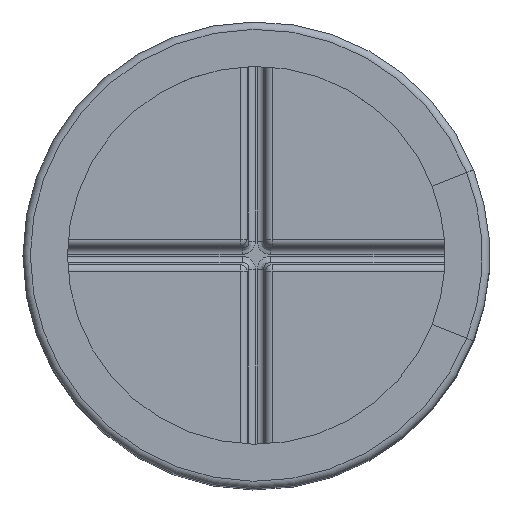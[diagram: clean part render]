
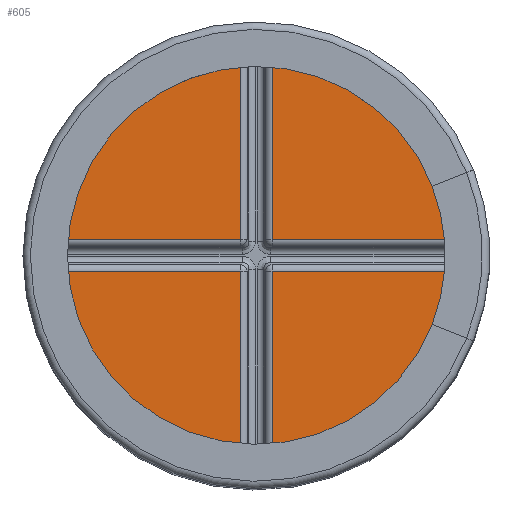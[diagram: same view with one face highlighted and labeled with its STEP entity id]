
A CAD part, top view. The second image highlights one B-rep face of the part: STEP entity #605.
In plain terms, the highlighted planar face has unit normal (0, 0, 1).
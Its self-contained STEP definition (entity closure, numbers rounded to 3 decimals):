
#605 = ADVANCED_FACE('',(#606,#617),#715,.T.);
#606 = FACE_BOUND('',#607,.T.);
#607 = EDGE_LOOP('',(#608));
#608 = ORIENTED_EDGE('',*,*,#609,.F.);
#609 = EDGE_CURVE('',#610,#610,#612,.T.);
#610 = VERTEX_POINT('',#611);
#611 = CARTESIAN_POINT('',(0.,3.05,10.9));
#612 = CIRCLE('',#613,3.05);
#613 = AXIS2_PLACEMENT_3D('',#614,#615,#616);
#614 = CARTESIAN_POINT('',(0.,0.,10.9));
#615 = DIRECTION('',(0.,0.,-1.));
#616 = DIRECTION('',(0.,1.,0.));
#617 = FACE_BOUND('',#618,.T.);
#618 = EDGE_LOOP('',(#619,#629,#637,#645,#653,#661,#669,#677,#685,#693,
    #701,#709));
#619 = ORIENTED_EDGE('',*,*,#620,.T.);
#620 = EDGE_CURVE('',#621,#623,#625,.T.);
#621 = VERTEX_POINT('',#622);
#622 = CARTESIAN_POINT('',(-0.212,2.7,10.9));
#623 = VERTEX_POINT('',#624);
#624 = CARTESIAN_POINT('',(0.212,2.7,10.9));
#625 = LINE('',#626,#627);
#626 = CARTESIAN_POINT('',(-0.15,2.7,10.9));
#627 = VECTOR('',#628,1.);
#628 = DIRECTION('',(1.,0.,0.));
#629 = ORIENTED_EDGE('',*,*,#630,.T.);
#630 = EDGE_CURVE('',#623,#631,#633,.T.);
#631 = VERTEX_POINT('',#632);
#632 = CARTESIAN_POINT('',(0.212,0.212,10.9));
#633 = LINE('',#634,#635);
#634 = CARTESIAN_POINT('',(0.212,3.05,10.9));
#635 = VECTOR('',#636,1.);
#636 = DIRECTION('',(0.,-1.,0.));
#637 = ORIENTED_EDGE('',*,*,#638,.T.);
#638 = EDGE_CURVE('',#631,#639,#641,.T.);
#639 = VERTEX_POINT('',#640);
#640 = CARTESIAN_POINT('',(2.7,0.212,10.9));
#641 = LINE('',#642,#643);
#642 = CARTESIAN_POINT('',(0.,0.212,10.9));
#643 = VECTOR('',#644,1.);
#644 = DIRECTION('',(1.,0.,0.));
#645 = ORIENTED_EDGE('',*,*,#646,.T.);
#646 = EDGE_CURVE('',#639,#647,#649,.T.);
#647 = VERTEX_POINT('',#648);
#648 = CARTESIAN_POINT('',(2.7,-0.212,10.9));
#649 = LINE('',#650,#651);
#650 = CARTESIAN_POINT('',(2.7,0.15,10.9));
#651 = VECTOR('',#652,1.);
#652 = DIRECTION('',(0.,-1.,0.));
#653 = ORIENTED_EDGE('',*,*,#654,.T.);
#654 = EDGE_CURVE('',#647,#655,#657,.T.);
#655 = VERTEX_POINT('',#656);
#656 = CARTESIAN_POINT('',(0.212,-0.212,10.9));
#657 = LINE('',#658,#659);
#658 = CARTESIAN_POINT('',(0.,-0.212,10.9));
#659 = VECTOR('',#660,1.);
#660 = DIRECTION('',(-1.,0.,0.));
#661 = ORIENTED_EDGE('',*,*,#662,.T.);
#662 = EDGE_CURVE('',#655,#663,#665,.T.);
#663 = VERTEX_POINT('',#664);
#664 = CARTESIAN_POINT('',(0.212,-2.7,10.9));
#665 = LINE('',#666,#667);
#666 = CARTESIAN_POINT('',(0.212,3.05,10.9));
#667 = VECTOR('',#668,1.);
#668 = DIRECTION('',(0.,-1.,0.));
#669 = ORIENTED_EDGE('',*,*,#670,.F.);
#670 = EDGE_CURVE('',#671,#663,#673,.T.);
#671 = VERTEX_POINT('',#672);
#672 = CARTESIAN_POINT('',(-0.212,-2.7,10.9));
#673 = LINE('',#674,#675);
#674 = CARTESIAN_POINT('',(-0.15,-2.7,10.9));
#675 = VECTOR('',#676,1.);
#676 = DIRECTION('',(1.,0.,0.));
#677 = ORIENTED_EDGE('',*,*,#678,.T.);
#678 = EDGE_CURVE('',#671,#679,#681,.T.);
#679 = VERTEX_POINT('',#680);
#680 = CARTESIAN_POINT('',(-0.212,-0.212,10.9));
#681 = LINE('',#682,#683);
#682 = CARTESIAN_POINT('',(-0.212,3.05,10.9));
#683 = VECTOR('',#684,1.);
#684 = DIRECTION('',(0.,1.,0.));
#685 = ORIENTED_EDGE('',*,*,#686,.T.);
#686 = EDGE_CURVE('',#679,#687,#689,.T.);
#687 = VERTEX_POINT('',#688);
#688 = CARTESIAN_POINT('',(-2.7,-0.212,10.9));
#689 = LINE('',#690,#691);
#690 = CARTESIAN_POINT('',(0.,-0.212,10.9));
#691 = VECTOR('',#692,1.);
#692 = DIRECTION('',(-1.,0.,0.));
#693 = ORIENTED_EDGE('',*,*,#694,.F.);
#694 = EDGE_CURVE('',#695,#687,#697,.T.);
#695 = VERTEX_POINT('',#696);
#696 = CARTESIAN_POINT('',(-2.7,0.212,10.9));
#697 = LINE('',#698,#699);
#698 = CARTESIAN_POINT('',(-2.7,0.15,10.9));
#699 = VECTOR('',#700,1.);
#700 = DIRECTION('',(0.,-1.,0.));
#701 = ORIENTED_EDGE('',*,*,#702,.T.);
#702 = EDGE_CURVE('',#695,#703,#705,.T.);
#703 = VERTEX_POINT('',#704);
#704 = CARTESIAN_POINT('',(-0.212,0.212,10.9));
#705 = LINE('',#706,#707);
#706 = CARTESIAN_POINT('',(0.,0.212,10.9));
#707 = VECTOR('',#708,1.);
#708 = DIRECTION('',(1.,0.,0.));
#709 = ORIENTED_EDGE('',*,*,#710,.T.);
#710 = EDGE_CURVE('',#703,#621,#711,.T.);
#711 = LINE('',#712,#713);
#712 = CARTESIAN_POINT('',(-0.212,3.05,10.9));
#713 = VECTOR('',#714,1.);
#714 = DIRECTION('',(0.,1.,0.));
#715 = PLANE('',#716);
#716 = AXIS2_PLACEMENT_3D('',#717,#718,#719);
#717 = CARTESIAN_POINT('',(0.,3.05,10.9));
#718 = DIRECTION('',(0.,0.,1.));
#719 = DIRECTION('',(0.,-1.,0.));
